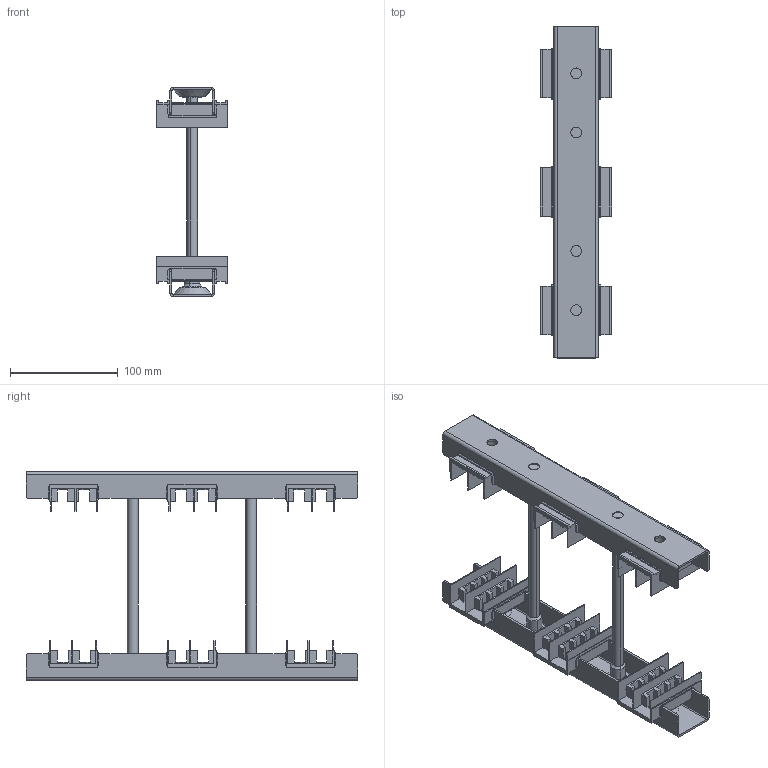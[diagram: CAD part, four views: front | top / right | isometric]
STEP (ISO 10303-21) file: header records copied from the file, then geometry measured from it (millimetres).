
FILE_DESCRIPTION(('STEP AP203'),'1');
FILE_NAME('ubs2-10t-160.stp','2024-06-09T21:17:06',('TraceParts'),('TraceParts S.A.'),'Spatial InterOp 3D',' ',' ');
FILE_SCHEMA(('CONFIG_CONTROL_DESIGN'));
Length unit declared in the file: millimetre
Products named in the file (1): 1
Bounding box: 66 x 308 x 194 mm (x, y, z)
Volume: 264763.3 mm3; surface area: 256259.4 mm2
Topology: 16 solids, 16 shells, 988 faces, 2724 edges, 1796 vertices
Faces by surface type: plane 836, cylinder 120, cone 28, torus 4
Entity records: 31104 total; most frequent: CARTESIAN_POINT 5524, ORIENTED_EDGE 5448, DIRECTION 5012, EDGE_CURVE 2724, LINE 2444, VECTOR 2444, VERTEX_POINT 1796, AXIS2_PLACEMENT_3D 1284
